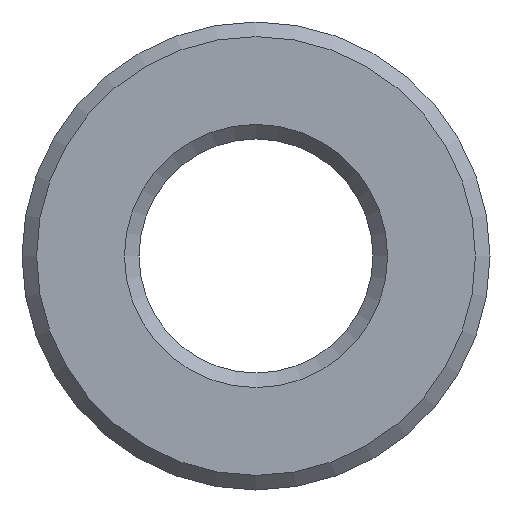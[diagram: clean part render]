
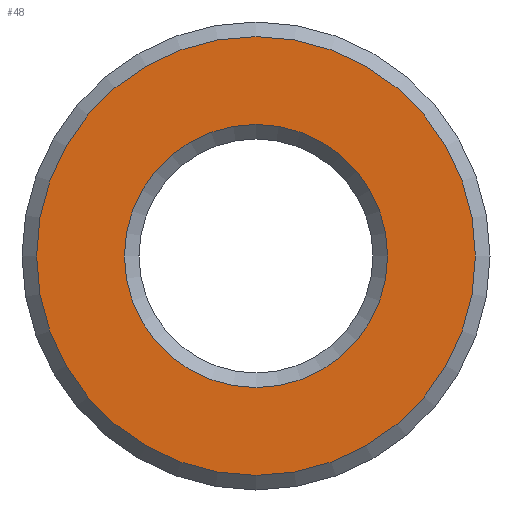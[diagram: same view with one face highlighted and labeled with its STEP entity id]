
A CAD part, left-side view. The second image highlights one B-rep face of the part: STEP entity #48.
In plain terms, the highlighted planar face has unit normal (-1, 0, 0).
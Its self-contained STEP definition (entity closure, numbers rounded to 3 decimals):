
#48 = ADVANCED_FACE( '', ( #101, #102 ), #103, .T. );
#101 = FACE_OUTER_BOUND( '', #156, .T. );
#102 = FACE_BOUND( '', #157, .T. );
#103 = PLANE( '', #158 );
#156 = EDGE_LOOP( '', ( #217 ) );
#157 = EDGE_LOOP( '', ( #218 ) );
#158 = AXIS2_PLACEMENT_3D( '', #219, #220, #221 );
#217 = ORIENTED_EDGE( '', *, *, #270, .T. );
#218 = ORIENTED_EDGE( '', *, *, #261, .F. );
#219 = CARTESIAN_POINT( '', ( -2., -4.5, 0. ) );
#220 = DIRECTION( '', ( -1., 0., 0. ) );
#221 = DIRECTION( '', ( 0., -1., 0. ) );
#261 = EDGE_CURVE( '', #290, #290, #291, .T. );
#270 = EDGE_CURVE( '', #305, #305, #306, .T. );
#290 = VERTEX_POINT( '', #326 );
#291 = CIRCLE( '', #327, 4.5 );
#305 = VERTEX_POINT( '', #341 );
#306 = CIRCLE( '', #342, 7.5 );
#326 = CARTESIAN_POINT( '', ( -2., -4.5, 0. ) );
#327 = AXIS2_PLACEMENT_3D( '', #363, #364, #365 );
#341 = CARTESIAN_POINT( '', ( -2., -7.5, 0. ) );
#342 = AXIS2_PLACEMENT_3D( '', #381, #382, #383 );
#363 = CARTESIAN_POINT( '', ( -2., 0., 0. ) );
#364 = DIRECTION( '', ( -1., 0., 0. ) );
#365 = DIRECTION( '', ( 0., -1., 0. ) );
#381 = CARTESIAN_POINT( '', ( -2., 0., 0. ) );
#382 = DIRECTION( '', ( -1., 0., 0. ) );
#383 = DIRECTION( '', ( 0., -1., 0. ) );
